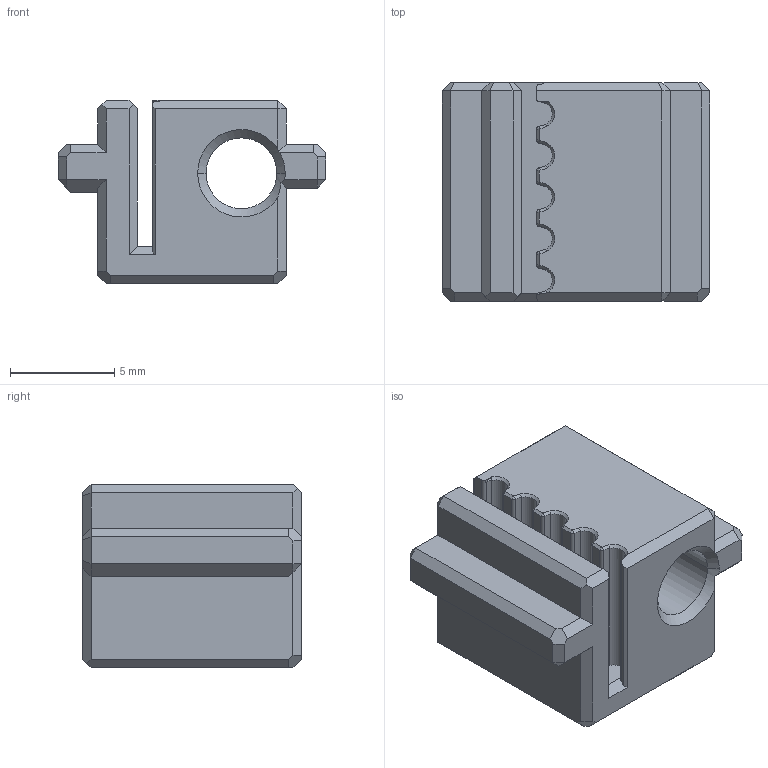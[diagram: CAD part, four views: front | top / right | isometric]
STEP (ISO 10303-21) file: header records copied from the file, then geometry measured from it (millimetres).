
FILE_DESCRIPTION (( 'STEP AP203' ), '1' );
FILE_NAME ('4.1 Selector Cart-66-c.STEP', '2024-10-29T21:19:04', ( '' ), ( '' ), 'SwSTEP 2.0', 'SolidWorks 2024', '' );
FILE_SCHEMA (( 'CONFIG_CONTROL_DESIGN' ));
Length unit declared in the file: millimetre
Products named in the file (1): 4.1 Selector Cart-66-c
Bounding box: 12.85 x 10.5 x 8.8 mm (x, y, z)
Volume: 731 mm3; surface area: 835.8 mm2
Topology: 1 solids, 1 shells, 145 faces, 373 edges, 228 vertices
Faces by surface type: plane 83, cylinder 33, cone 29
Entity records: 4411 total; most frequent: CARTESIAN_POINT 813, ORIENTED_EDGE 746, DIRECTION 731, EDGE_CURVE 373, VECTOR 263, LINE 263, AXIS2_PLACEMENT_3D 234, VERTEX_POINT 228
